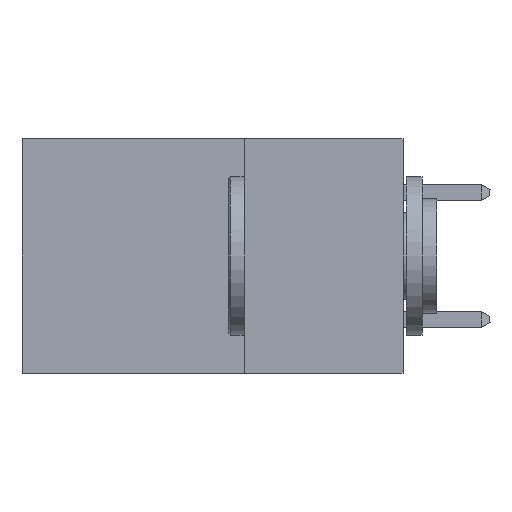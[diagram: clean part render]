
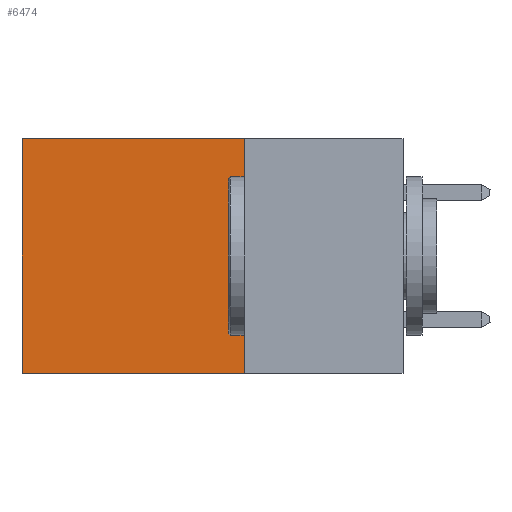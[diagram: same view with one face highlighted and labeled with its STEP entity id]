
A CAD part, left-side view. The second image highlights one B-rep face of the part: STEP entity #6474.
In plain terms, the highlighted planar face has unit normal (-1, 0, 0).
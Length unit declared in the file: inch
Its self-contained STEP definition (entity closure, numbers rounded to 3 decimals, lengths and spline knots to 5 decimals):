
#124 = PLANE ( 'NONE',  #4727 ) ;
#946 = ORIENTED_EDGE ( 'NONE', *, *, #31762, .F. ) ;
#2819 = DIRECTION ( 'NONE',  ( 1., 0., 0. ) ) ;
#3020 = ORIENTED_EDGE ( 'NONE', *, *, #26081, .T. ) ;
#3358 = CARTESIAN_POINT ( 'NONE',  ( 0.2875, 0.6, 0. ) ) ;
#4125 = EDGE_CURVE ( 'NONE', #7522, #9894, #21090, .T. ) ;
#4727 = AXIS2_PLACEMENT_3D ( 'NONE', #7864, #2819, #20663 ) ;
#4768 = LINE ( 'NONE', #3358, #17484 ) ;
#4921 = LINE ( 'NONE', #8970, #17634 ) ;
#5008 = FACE_OUTER_BOUND ( 'NONE', #23323, .T. ) ;
#5198 = CARTESIAN_POINT ( 'NONE',  ( 0.2875, 0.25, 0. ) ) ;
#6474 = ADVANCED_FACE ( 'NONE', ( #5008 ), #124, .F. ) ;
#6651 = VERTEX_POINT ( 'NONE', #21208 ) ;
#7522 = VERTEX_POINT ( 'NONE', #29939 ) ;
#7864 = CARTESIAN_POINT ( 'NONE',  ( 0.2875, 0.25, 0. ) ) ;
#8970 = CARTESIAN_POINT ( 'NONE',  ( 0.2875, 0.25, -0.37 ) ) ;
#9894 = VERTEX_POINT ( 'NONE', #26234 ) ;
#10010 = LINE ( 'NONE', #15820, #29532 ) ;
#10196 = DIRECTION ( 'NONE',  ( 0., 1., 0. ) ) ;
#11559 = DIRECTION ( 'NONE',  ( 0., 1., 0. ) ) ;
#13933 = EDGE_CURVE ( 'NONE', #6651, #15480, #4921, .T. ) ;
#15480 = VERTEX_POINT ( 'NONE', #17929 ) ;
#15820 = CARTESIAN_POINT ( 'NONE',  ( 0.2875, 0.25, 0. ) ) ;
#17484 = VECTOR ( 'NONE', #23611, 39.37008 ) ;
#17634 = VECTOR ( 'NONE', #11559, 39.37008 ) ;
#17929 = CARTESIAN_POINT ( 'NONE',  ( 0.2875, 0.6, -0.37 ) ) ;
#18349 = DIRECTION ( 'NONE',  ( 0., 0., -1. ) ) ;
#20663 = DIRECTION ( 'NONE',  ( 0., 0., -1. ) ) ;
#21090 = LINE ( 'NONE', #5198, #27036 ) ;
#21208 = CARTESIAN_POINT ( 'NONE',  ( 0.2875, 0.25, -0.37 ) ) ;
#23323 = EDGE_LOOP ( 'NONE', ( #3020, #29878, #946, #27163 ) ) ;
#23611 = DIRECTION ( 'NONE',  ( 0., 0., -1. ) ) ;
#26081 = EDGE_CURVE ( 'NONE', #9894, #15480, #4768, .T. ) ;
#26234 = CARTESIAN_POINT ( 'NONE',  ( 0.2875, 0.6, 0. ) ) ;
#27036 = VECTOR ( 'NONE', #10196, 39.37008 ) ;
#27163 = ORIENTED_EDGE ( 'NONE', *, *, #4125, .T. ) ;
#29532 = VECTOR ( 'NONE', #18349, 39.37008 ) ;
#29878 = ORIENTED_EDGE ( 'NONE', *, *, #13933, .F. ) ;
#29939 = CARTESIAN_POINT ( 'NONE',  ( 0.2875, 0.25, 0. ) ) ;
#31762 = EDGE_CURVE ( 'NONE', #7522, #6651, #10010, .T. ) ;
